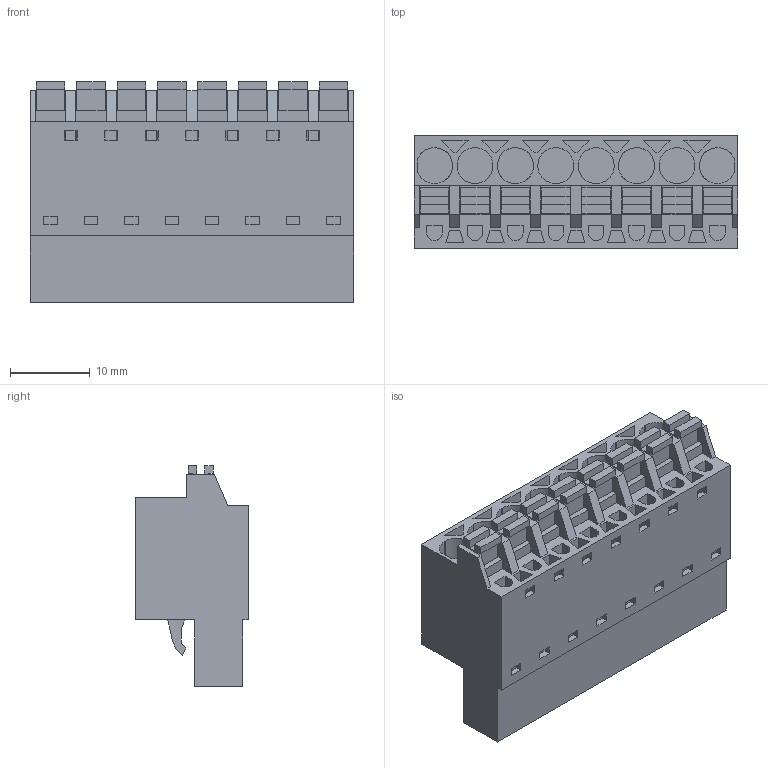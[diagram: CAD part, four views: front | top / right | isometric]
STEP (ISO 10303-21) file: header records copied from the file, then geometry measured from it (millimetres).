
FILE_DESCRIPTION(('CATIA V5 STEP Exchange','CAx-IF Rec.Pracs.--- Model Styling and Organization---1.2---2011-12-15'),'2;1');
FILE_NAME ('D1446571_0_1013750000_1013750000.stp','2017-04-28T12:52:33+00:00',('none'),('Weidmueller'),'CATIA Version 5-6 Release 2014','CATIA V5 STEP AP214','none');
FILE_SCHEMA(('AUTOMOTIVE_DESIGN { 1 0 10303 214 1 1 1 1 }'));
Length unit declared in the file: millimetre
Products named in the file (1): 1013750000
Bounding box: 40.64 x 14.2 x 27.73 mm (x, y, z)
Volume: 9684.3 mm3; surface area: 6645.9 mm2
Topology: 9 solids, 9 shells, 562 faces, 1607 edges, 1119 vertices
Faces by surface type: plane 504, cylinder 57, extrusion 1
Entity records: 18092 total; most frequent: CARTESIAN_POINT 3426, ORIENTED_EDGE 3214, DIRECTION 2317, EDGE_CURVE 1607, VECTOR 1492, LINE 1491, VERTEX_POINT 1119, EDGE_LOOP 646
